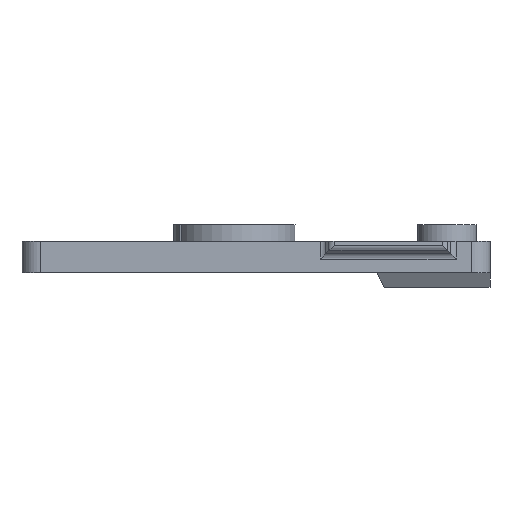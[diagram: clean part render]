
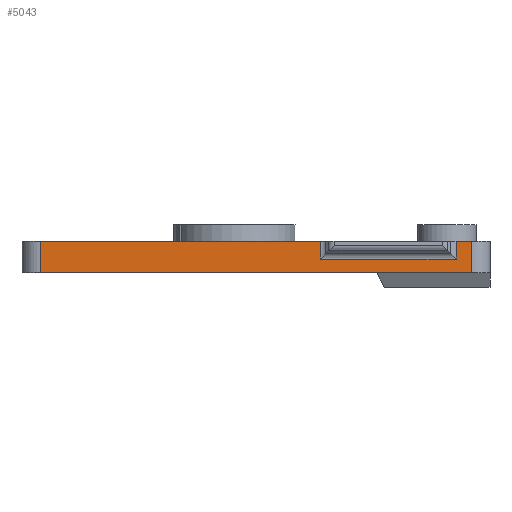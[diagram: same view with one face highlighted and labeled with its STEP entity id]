
A CAD part, left-side view. The second image highlights one B-rep face of the part: STEP entity #5043.
In plain terms, the highlighted planar face has unit normal (-1, 0, 0).
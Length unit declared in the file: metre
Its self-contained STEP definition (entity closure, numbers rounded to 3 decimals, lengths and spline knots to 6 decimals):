
#437=LINE('',#8127,#986);
#441=LINE('',#8143,#990);
#493=LINE('',#8300,#1042);
#494=LINE('',#8304,#1043);
#495=LINE('',#8307,#1044);
#496=LINE('',#8308,#1045);
#497=LINE('',#8310,#1046);
#498=LINE('',#8311,#1047);
#986=VECTOR('',#6595,1.);
#990=VECTOR('',#6607,1.);
#1042=VECTOR('',#6737,1.);
#1043=VECTOR('',#6742,1.);
#1044=VECTOR('',#6743,1.);
#1045=VECTOR('',#6744,1.);
#1046=VECTOR('',#6745,1.);
#1047=VECTOR('',#6746,1.);
#1269=PLANE('',#5514);
#2391=ORIENTED_EDGE('',*,*,#3366,.T.);
#2392=ORIENTED_EDGE('',*,*,#3367,.T.);
#2393=ORIENTED_EDGE('',*,*,#3277,.F.);
#2394=ORIENTED_EDGE('',*,*,#3364,.F.);
#2395=ORIENTED_EDGE('',*,*,#3368,.T.);
#2396=ORIENTED_EDGE('',*,*,#3369,.T.);
#2397=ORIENTED_EDGE('',*,*,#3285,.F.);
#2398=ORIENTED_EDGE('',*,*,#3370,.T.);
#3277=EDGE_CURVE('',#3845,#3846,#437,.T.);
#3285=EDGE_CURVE('',#3853,#3854,#441,.T.);
#3364=EDGE_CURVE('',#3920,#3845,#493,.T.);
#3366=EDGE_CURVE('',#3921,#3922,#494,.T.);
#3367=EDGE_CURVE('',#3922,#3846,#495,.T.);
#3368=EDGE_CURVE('',#3920,#3923,#496,.T.);
#3369=EDGE_CURVE('',#3923,#3854,#497,.T.);
#3370=EDGE_CURVE('',#3853,#3921,#498,.T.);
#3845=VERTEX_POINT('',#8126);
#3846=VERTEX_POINT('',#8128);
#3853=VERTEX_POINT('',#8142);
#3854=VERTEX_POINT('',#8144);
#3920=VERTEX_POINT('',#8301);
#3921=VERTEX_POINT('',#8305);
#3922=VERTEX_POINT('',#8306);
#3923=VERTEX_POINT('',#8309);
#4336=EDGE_LOOP('',(#2391,#2392,#2393,#2394,#2395,#2396,#2397,#2398));
#4663=FACE_BOUND('',#4336,.T.);
#5043=ADVANCED_FACE('',(#4663),#1269,.T.);
#5514=AXIS2_PLACEMENT_3D('',#8303,#6740,#6741);
#6595=DIRECTION('',(0.,-1.,0.));
#6607=DIRECTION('',(0.,-1.,0.));
#6737=DIRECTION('',(0.,0.,1.));
#6740=DIRECTION('',(-1.,0.,0.));
#6741=DIRECTION('',(0.,-1.,0.));
#6742=DIRECTION('',(0.,1.,0.));
#6743=DIRECTION('',(0.,0.,1.));
#6744=DIRECTION('',(0.,-1.,0.));
#6745=DIRECTION('',(0.,0.,1.));
#6746=DIRECTION('',(0.,0.,-1.));
#8126=CARTESIAN_POINT('',(-0.05,0.029156,0.00325));
#8127=CARTESIAN_POINT('',(-0.05,0.,0.00325));
#8128=CARTESIAN_POINT('',(-0.05,-0.008741,0.00325));
#8142=CARTESIAN_POINT('',(-0.05,-0.02707,0.00325));
#8143=CARTESIAN_POINT('',(-0.05,0.,0.00325));
#8144=CARTESIAN_POINT('',(-0.05,-0.029156,0.00325));
#8300=CARTESIAN_POINT('',(-0.05,0.029156,-0.001));
#8301=CARTESIAN_POINT('',(-0.05,0.029156,-0.001));
#8303=CARTESIAN_POINT('',(-0.05,0.,-0.001));
#8304=CARTESIAN_POINT('',(-0.05,0.,0.000836));
#8305=CARTESIAN_POINT('',(-0.05,-0.02707,0.000836));
#8306=CARTESIAN_POINT('',(-0.05,-0.008741,0.000836));
#8307=CARTESIAN_POINT('',(-0.05,-0.008741,-0.001));
#8308=CARTESIAN_POINT('',(-0.05,0.,-0.001));
#8309=CARTESIAN_POINT('',(-0.05,-0.029156,-0.001));
#8310=CARTESIAN_POINT('',(-0.05,-0.029156,-0.001));
#8311=CARTESIAN_POINT('',(-0.05,-0.02707,-0.001));
